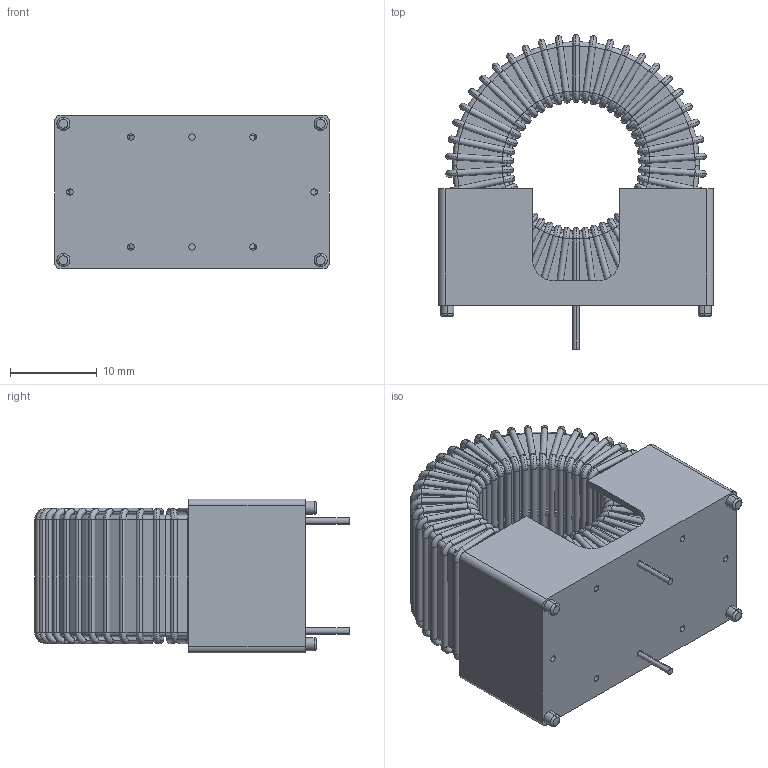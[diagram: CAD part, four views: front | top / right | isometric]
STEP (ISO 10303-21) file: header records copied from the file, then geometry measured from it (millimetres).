
FILE_DESCRIPTION (( 'STEP AP214' ), '1' );
FILE_NAME ('FIT106-2.STEP', '2014-01-16T03:18:21', ( '' ), ( '' ), 'SwSTEP 2.0', 'SolidWorks 2013', '' );
FILE_SCHEMA (( 'AUTOMOTIVE_DESIGN' ));
Length unit declared in the file: inch
Products named in the file (1): FIT106-2
Bounding box: 31.75 x 36.32 x 17.78 mm (x, y, z)
Volume: 8170.9 mm3; surface area: 10555.1 mm2
Topology: 1 solids, 1 shells, 1069 faces, 3355 edges, 2226 vertices
Faces by surface type: cylinder 455, torus 384, plane 181, bspline 49
Entity records: 45802 total; most frequent: CARTESIAN_POINT 9748, DIRECTION 7519, ORIENTED_EDGE 6710, EDGE_CURVE 3355, AXIS2_PLACEMENT_3D 3241, VERTEX_POINT 2226, CIRCLE 2220, EDGE_LOOP 1115
